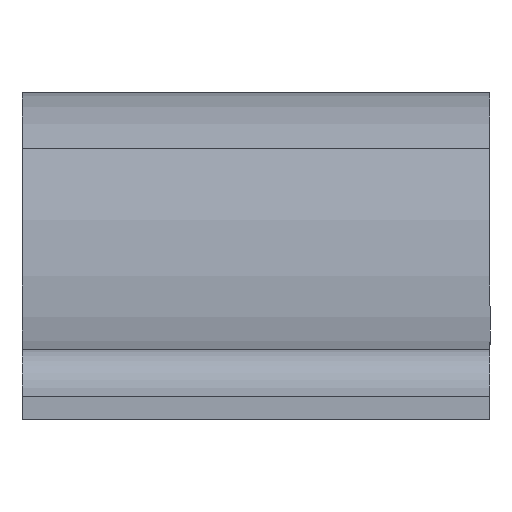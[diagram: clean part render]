
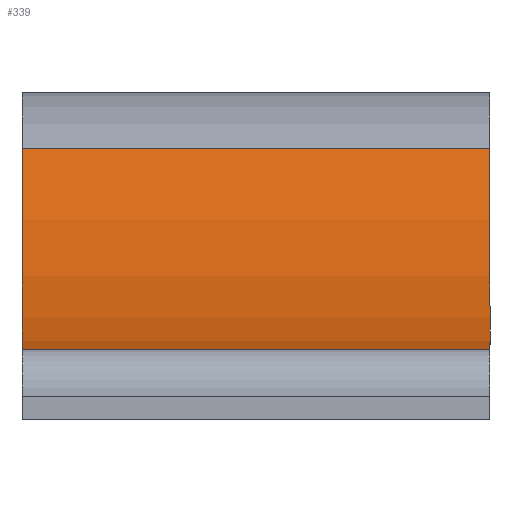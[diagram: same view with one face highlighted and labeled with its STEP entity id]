
A CAD part, front view. The second image highlights one B-rep face of the part: STEP entity #339.
In plain terms, the highlighted cylindrical face has radius 50 mm (diameter 100 mm), a partial arc.
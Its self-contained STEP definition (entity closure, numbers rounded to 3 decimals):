
#59 = VERTEX_POINT('',#60);
#60 = CARTESIAN_POINT('',(0.,42.152,11.594));
#67 = EDGE_CURVE('',#68,#59,#70,.T.);
#68 = VERTEX_POINT('',#69);
#69 = CARTESIAN_POINT('',(0.,14.125,3.));
#70 = CIRCLE('',#71,50.);
#71 = AXIS2_PLACEMENT_3D('',#72,#73,#74);
#72 = CARTESIAN_POINT('',(0.,14.125,53.));
#73 = DIRECTION('',(1.,0.,0.));
#74 = DIRECTION('',(0.,1.,0.));
#296 = VERTEX_POINT('',#297);
#297 = CARTESIAN_POINT('',(20.,42.152,11.594));
#304 = EDGE_CURVE('',#59,#296,#305,.T.);
#305 = LINE('',#306,#307);
#306 = CARTESIAN_POINT('',(0.,42.152,11.594)
  );
#307 = VECTOR('',#308,1.);
#308 = DIRECTION('',(1.,0.,0.));
#320 = EDGE_CURVE('',#68,#321,#323,.T.);
#321 = VERTEX_POINT('',#322);
#322 = CARTESIAN_POINT('',(20.,14.125,3.));
#323 = LINE('',#324,#325);
#324 = CARTESIAN_POINT('',(0.,14.125,3.));
#325 = VECTOR('',#326,1.);
#326 = DIRECTION('',(1.,0.,0.));
#339 = ADVANCED_FACE('',(#340),#352,.F.);
#340 = FACE_BOUND('',#341,.T.);
#341 = EDGE_LOOP('',(#342,#343,#350,#351));
#342 = ORIENTED_EDGE('',*,*,#320,.T.);
#343 = ORIENTED_EDGE('',*,*,#344,.T.);
#344 = EDGE_CURVE('',#321,#296,#345,.T.);
#345 = CIRCLE('',#346,50.);
#346 = AXIS2_PLACEMENT_3D('',#347,#348,#349);
#347 = CARTESIAN_POINT('',(20.,14.125,53.));
#348 = DIRECTION('',(1.,0.,0.));
#349 = DIRECTION('',(0.,1.,0.));
#350 = ORIENTED_EDGE('',*,*,#304,.F.);
#351 = ORIENTED_EDGE('',*,*,#67,.F.);
#352 = CYLINDRICAL_SURFACE('',#353,50.);
#353 = AXIS2_PLACEMENT_3D('',#354,#355,#356);
#354 = CARTESIAN_POINT('',(0.,14.125,53.));
#355 = DIRECTION('',(-1.,0.,0.));
#356 = DIRECTION('',(0.,1.,0.));
